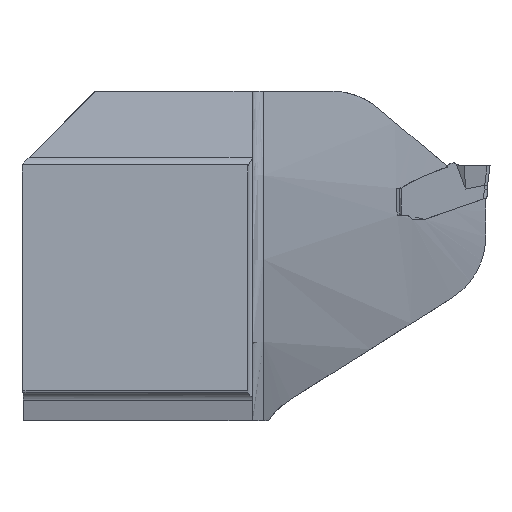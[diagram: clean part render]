
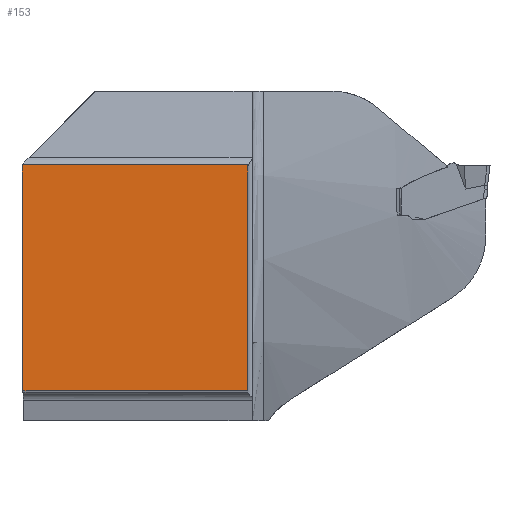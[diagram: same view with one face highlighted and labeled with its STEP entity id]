
A CAD part, top view. The second image highlights one B-rep face of the part: STEP entity #153.
In plain terms, the highlighted planar face has unit normal (0, 0, 1).
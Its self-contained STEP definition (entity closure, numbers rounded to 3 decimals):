
#117=PLANE('',#1283);
#153=ADVANCED_FACE('CU_BACK_SU1',(#232),#117,.F.);
#232=FACE_OUTER_BOUND('',#291,.T.);
#291=EDGE_LOOP('',(#633,#634,#635,#636));
#385=LINE('',#1851,#462);
#396=LINE('',#3116,#475);
#397=LINE('',#3118,#476);
#398=LINE('',#3120,#477);
#462=VECTOR('',#1407,1.);
#475=VECTOR('',#1440,1.);
#476=VECTOR('',#1441,1.);
#477=VECTOR('',#1442,1.);
#633=ORIENTED_EDGE('',*,*,#1032,.T.);
#634=ORIENTED_EDGE('',*,*,#1033,.T.);
#635=ORIENTED_EDGE('',*,*,#1034,.T.);
#636=ORIENTED_EDGE('',*,*,#1005,.F.);
#890=VERTEX_POINT('',#1850);
#891=VERTEX_POINT('',#1852);
#905=VERTEX_POINT('',#3117);
#906=VERTEX_POINT('',#3119);
#1005=EDGE_CURVE('',#890,#891,#385,.T.);
#1032=EDGE_CURVE('',#890,#905,#396,.T.);
#1033=EDGE_CURVE('',#905,#906,#397,.T.);
#1034=EDGE_CURVE('',#906,#891,#398,.T.);
#1283=AXIS2_PLACEMENT_3D('',#3121,#1443,#1444);
#1407=DIRECTION('',(-0.004,1.,0.));
#1440=DIRECTION('',(1.,0.,0.));
#1441=DIRECTION('',(0.,1.,0.));
#1442=DIRECTION('',(-1.,0.,0.));
#1443=DIRECTION('',(0.,0.,-1.));
#1444=DIRECTION('',(0.,-1.,0.));
#1850=CARTESIAN_POINT('',(0.138,0.,0.));
#1851=CARTESIAN_POINT('',(-0.086,51.219,0.));
#1852=CARTESIAN_POINT('',(0.,31.623,0.));
#3116=CARTESIAN_POINT('',(92.588,0.,0.));
#3117=CARTESIAN_POINT('',(31.623,0.,0.));
#3118=CARTESIAN_POINT('',(31.623,51.623,0.));
#3119=CARTESIAN_POINT('',(31.623,31.623,0.));
#3120=CARTESIAN_POINT('',(92.588,31.623,0.));
#3121=CARTESIAN_POINT('',(92.588,51.623,0.));
